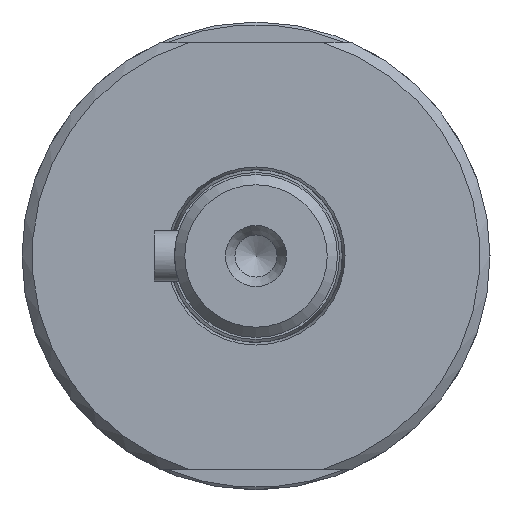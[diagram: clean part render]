
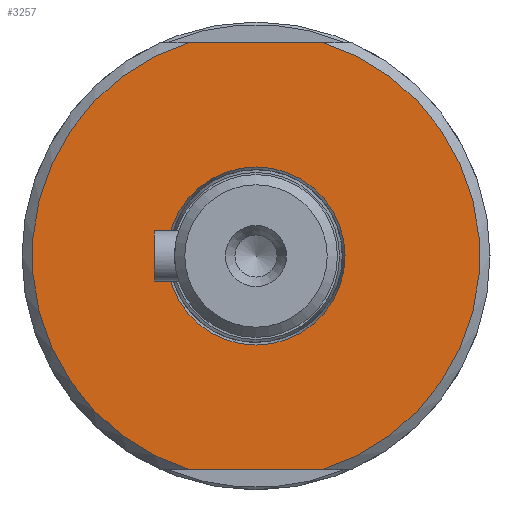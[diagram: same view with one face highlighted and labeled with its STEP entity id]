
A CAD part, left-side view. The second image highlights one B-rep face of the part: STEP entity #3257.
In plain terms, the highlighted planar face has unit normal (-1, 0, 0).
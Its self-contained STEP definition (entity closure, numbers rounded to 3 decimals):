
#310=LINE('',#5534,#555);
#311=LINE('',#5536,#556);
#555=VECTOR('',#4374,10.);
#556=VECTOR('',#4375,10.);
#753=FACE_BOUND('',#1198,.T.);
#849=PLANE('',#3563);
#1007=FACE_OUTER_BOUND('',#1197,.T.);
#1197=EDGE_LOOP('',(#2934,#2935,#2936,#2937));
#1198=EDGE_LOOP('',(#2938,#2939));
#1341=CIRCLE('',#3557,8.75);
#1342=CIRCLE('',#3558,8.75);
#1345=CIRCLE('',#3562,22.);
#1346=CIRCLE('',#3564,22.);
#1668=VERTEX_POINT('',#5513);
#1669=VERTEX_POINT('',#5515);
#1670=VERTEX_POINT('',#5520);
#1673=VERTEX_POINT('',#5527);
#1674=VERTEX_POINT('',#5533);
#1675=VERTEX_POINT('',#5535);
#2098=EDGE_CURVE('',#1669,#1668,#1341,.T.);
#2099=EDGE_CURVE('',#1668,#1669,#1342,.T.);
#2104=EDGE_CURVE('',#1673,#1670,#1345,.T.);
#2105=EDGE_CURVE('',#1674,#1670,#310,.T.);
#2106=EDGE_CURVE('',#1673,#1675,#311,.T.);
#2107=EDGE_CURVE('',#1674,#1675,#1346,.T.);
#2934=ORIENTED_EDGE('',*,*,#2105,.T.);
#2935=ORIENTED_EDGE('',*,*,#2104,.F.);
#2936=ORIENTED_EDGE('',*,*,#2106,.T.);
#2937=ORIENTED_EDGE('',*,*,#2107,.F.);
#2938=ORIENTED_EDGE('',*,*,#2098,.T.);
#2939=ORIENTED_EDGE('',*,*,#2099,.T.);
#3257=ADVANCED_FACE('',(#1007,#753),#849,.T.);
#3557=AXIS2_PLACEMENT_3D('',#5516,#4360,#4361);
#3558=AXIS2_PLACEMENT_3D('',#5517,#4362,#4363);
#3562=AXIS2_PLACEMENT_3D('',#5531,#4370,#4371);
#3563=AXIS2_PLACEMENT_3D('',#5532,#4372,#4373);
#3564=AXIS2_PLACEMENT_3D('',#5537,#4376,#4377);
#4360=DIRECTION('center_axis',(1.,0.,0.));
#4361=DIRECTION('ref_axis',(0.,-1.,0.));
#4362=DIRECTION('center_axis',(1.,0.,0.));
#4363=DIRECTION('ref_axis',(0.,-1.,0.));
#4370=DIRECTION('center_axis',(1.,0.,0.));
#4371=DIRECTION('ref_axis',(0.,-1.,0.));
#4372=DIRECTION('center_axis',(-1.,0.,0.));
#4373=DIRECTION('ref_axis',(0.,0.,-1.));
#4374=DIRECTION('',(0.,1.,0.));
#4375=DIRECTION('',(0.,-1.,0.));
#4376=DIRECTION('center_axis',(1.,0.,0.));
#4377=DIRECTION('ref_axis',(0.,-1.,0.));
#5513=CARTESIAN_POINT('',(-140.5,8.75,0.));
#5515=CARTESIAN_POINT('',(-140.5,-8.75,0.));
#5516=CARTESIAN_POINT('Origin',(-140.5,0.,0.));
#5517=CARTESIAN_POINT('Origin',(-140.5,0.,0.));
#5520=CARTESIAN_POINT('',(-140.5,6.557,21.));
#5527=CARTESIAN_POINT('',(-140.5,6.557,-21.));
#5531=CARTESIAN_POINT('Origin',(-140.5,0.,0.));
#5532=CARTESIAN_POINT('Origin',(-140.5,-15.375,0.));
#5533=CARTESIAN_POINT('',(-140.5,-6.557,21.));
#5534=CARTESIAN_POINT('',(-140.5,0.91,21.));
#5535=CARTESIAN_POINT('',(-140.5,-6.557,-21.));
#5536=CARTESIAN_POINT('',(-140.5,-15.688,-21.));
#5537=CARTESIAN_POINT('Origin',(-140.5,0.,0.));
